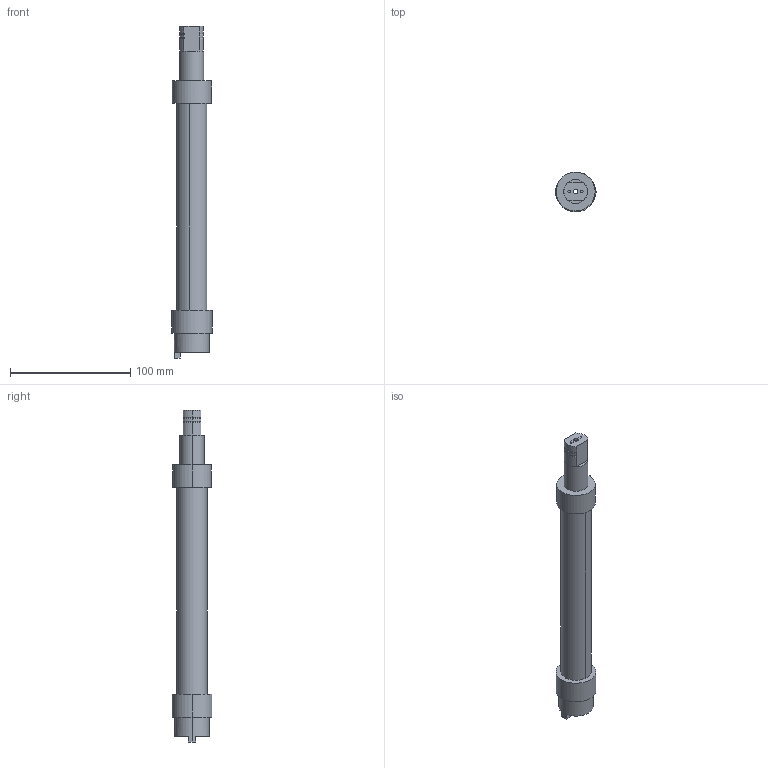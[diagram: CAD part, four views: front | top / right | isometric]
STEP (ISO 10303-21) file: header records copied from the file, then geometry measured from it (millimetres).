
FILE_DESCRIPTION(('STEP AP214'),'1');
FILE_NAME('cctmp_30CCF50F-2D32-4EB9-8BBD-34452C15BA73_2022_10_31_14_34_43_0209..stp','2022-10-31T13:34:43',('Praher Valves GmbH'),('CADClick - www.CADClick.com'),'Spatial InterOp 3D',' ','unknown authorization');
FILE_SCHEMA(('AUTOMOTIVE_DESIGN'));
Length unit declared in the file: millimetre
Products named in the file (1): 125426
Bounding box: 33.8 x 33.19 x 276 mm (x, y, z)
Volume: 62702.1 mm3; surface area: 40316.3 mm2
Topology: 1 solids, 1 shells, 108 faces, 261 edges, 166 vertices
Faces by surface type: cylinder 46, torus 32, plane 30
Entity records: 4455 total; most frequent: CARTESIAN_POINT 984, DIRECTION 573, ORIENTED_EDGE 522, EDGE_CURVE 261, AXIS2_PLACEMENT_3D 235, VERTEX_POINT 166, CIRCLE 126, EDGE_LOOP 121
